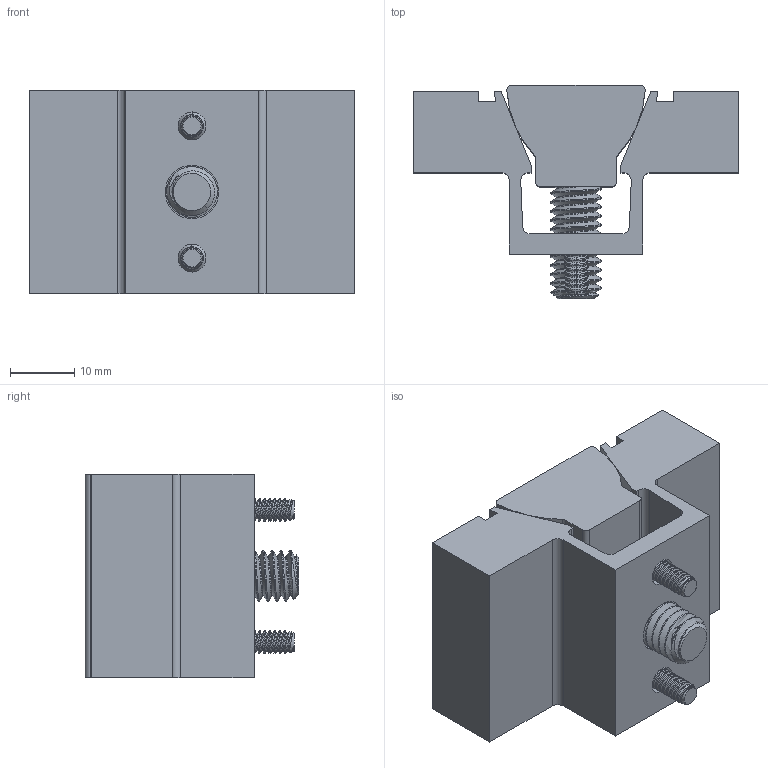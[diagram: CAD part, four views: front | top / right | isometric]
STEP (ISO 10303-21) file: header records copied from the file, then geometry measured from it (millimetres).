
FILE_DESCRIPTION (( 'STEP AP214' ), '1' );
FILE_NAME ('60105.STEP', '2017-08-03T19:15:49', ( 'Mike W' ), ( '' ), 'SwSTEP 2.0', 'SolidWorks 2017', '' );
FILE_SCHEMA (( 'AUTOMOTIVE_DESIGN' ));
Length unit declared in the file: inch
Products named in the file (5): 60135_60135; 60105; 63238 FHCS_63238 FHSC; 516181 SHCS_516181 SHCS; 60330_60330
Assembly tree (5 placements, depth 2):
  60105
    60135_60135
    60330_60330
    516181 SHCS_516181 SHCS
    63238 FHCS_63238 FHSC  x2
Bounding box: 50.8 x 33.34 x 31.75 mm (x, y, z)
Volume: 24771.5 mm3; surface area: 12405.4 mm2
Topology: 5 solids, 5 shells, 379 faces, 891 edges, 529 vertices
Faces by surface type: cylinder 173, cone 123, plane 77, torus 4, bspline 2
Entity records: 10846 total; most frequent: CARTESIAN_POINT 4647, ORIENTED_EDGE 1346, DIRECTION 1168, EDGE_CURVE 673, AXIS2_PLACEMENT_3D 430, VERTEX_POINT 412, LINE 308, VECTOR 308
